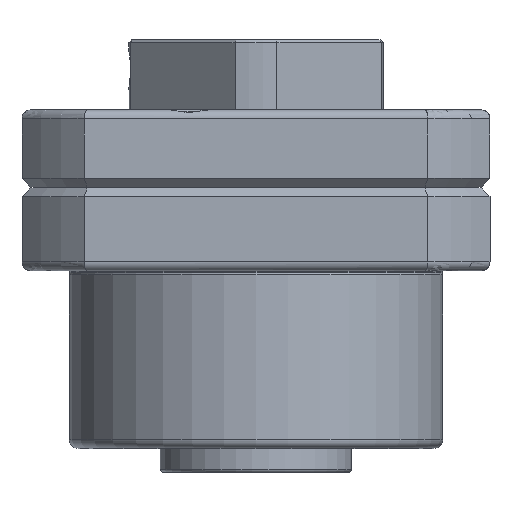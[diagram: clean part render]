
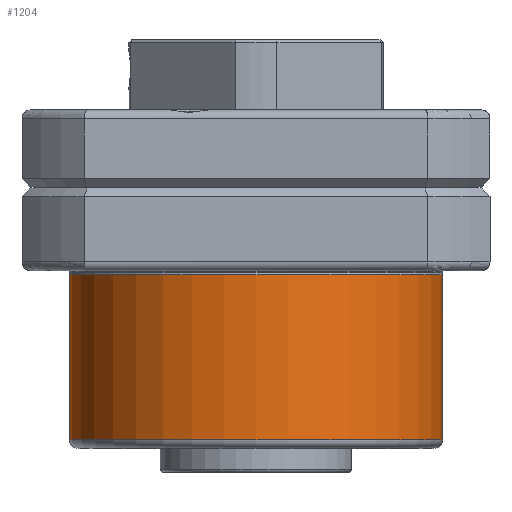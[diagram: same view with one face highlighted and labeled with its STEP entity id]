
A CAD part, front view. The second image highlights one B-rep face of the part: STEP entity #1204.
In plain terms, the highlighted cylindrical face has radius 31.5 mm (diameter 63 mm), a partial arc.
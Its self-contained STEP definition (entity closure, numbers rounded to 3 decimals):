
#435 = DIRECTION ( 'NONE',  ( 0., 0., 1. ) ) ;
#921 = EDGE_CURVE ( 'NONE', #13473, #8613, #8199, .T. ) ;
#952 = EDGE_CURVE ( 'NONE', #14336, #10553, #3886, .T. ) ;
#1046 = DIRECTION ( 'NONE',  ( 1., 0., 0. ) ) ;
#1204 = ADVANCED_FACE ( 'NONE', ( #4046 ), #6869, .T. ) ;
#2310 = ORIENTED_EDGE ( 'NONE', *, *, #921, .T. ) ;
#2498 = DIRECTION ( 'NONE',  ( 0., 0., 1. ) ) ;
#2593 = CARTESIAN_POINT ( 'NONE',  ( -31.5, 0., 22. ) ) ;
#3396 = CARTESIAN_POINT ( 'NONE',  ( -31.5, 0., 7.327 ) ) ;
#3588 = ORIENTED_EDGE ( 'NONE', *, *, #15144, .T. ) ;
#3886 = LINE ( 'NONE', #2593, #13088 ) ;
#4046 = FACE_OUTER_BOUND ( 'NONE', #8782, .T. ) ;
#4244 = VECTOR ( 'NONE', #2498, 1000. ) ;
#6097 = CARTESIAN_POINT ( 'NONE',  ( 31.5, 0., 22. ) ) ;
#6869 = CYLINDRICAL_SURFACE ( 'NONE', #11696, 31.5 ) ;
#6991 = EDGE_CURVE ( 'NONE', #10553, #8613, #13074, .T. ) ;
#7016 = DIRECTION ( 'NONE',  ( 0., 0., 1. ) ) ;
#7063 = CIRCLE ( 'NONE', #7469, 31.5 ) ;
#7469 = AXIS2_PLACEMENT_3D ( 'NONE', #15458, #8230, #1046 ) ;
#7607 = CARTESIAN_POINT ( 'NONE',  ( 0., 0., 7.327 ) ) ;
#8199 = LINE ( 'NONE', #6097, #4244 ) ;
#8230 = DIRECTION ( 'NONE',  ( 0., 0., 1. ) ) ;
#8511 = CARTESIAN_POINT ( 'NONE',  ( 31.5, 0., 7.327 ) ) ;
#8613 = VERTEX_POINT ( 'NONE', #8511 ) ;
#8782 = EDGE_LOOP ( 'NONE', ( #13931, #3588, #2310, #13490 ) ) ;
#8828 = DIRECTION ( 'NONE',  ( 1., 0., 0. ) ) ;
#9429 = CARTESIAN_POINT ( 'NONE',  ( 0., 0., 22. ) ) ;
#10078 = AXIS2_PLACEMENT_3D ( 'NONE', #7607, #435, #8828 ) ;
#10553 = VERTEX_POINT ( 'NONE', #3396 ) ;
#11696 = AXIS2_PLACEMENT_3D ( 'NONE', #9429, #7016, #14216 ) ;
#12195 = DIRECTION ( 'NONE',  ( 0., 0., 1. ) ) ;
#13074 = CIRCLE ( 'NONE', #10078, 31.5 ) ;
#13088 = VECTOR ( 'NONE', #12195, 1000. ) ;
#13473 = VERTEX_POINT ( 'NONE', #14111 ) ;
#13490 = ORIENTED_EDGE ( 'NONE', *, *, #6991, .F. ) ;
#13722 = CARTESIAN_POINT ( 'NONE',  ( -31.5, 0., -20.5 ) ) ;
#13931 = ORIENTED_EDGE ( 'NONE', *, *, #952, .F. ) ;
#14111 = CARTESIAN_POINT ( 'NONE',  ( 31.5, 0., -20.5 ) ) ;
#14216 = DIRECTION ( 'NONE',  ( 1., 0., 0. ) ) ;
#14336 = VERTEX_POINT ( 'NONE', #13722 ) ;
#15144 = EDGE_CURVE ( 'NONE', #14336, #13473, #7063, .T. ) ;
#15458 = CARTESIAN_POINT ( 'NONE',  ( 0., 0., -20.5 ) ) ;
